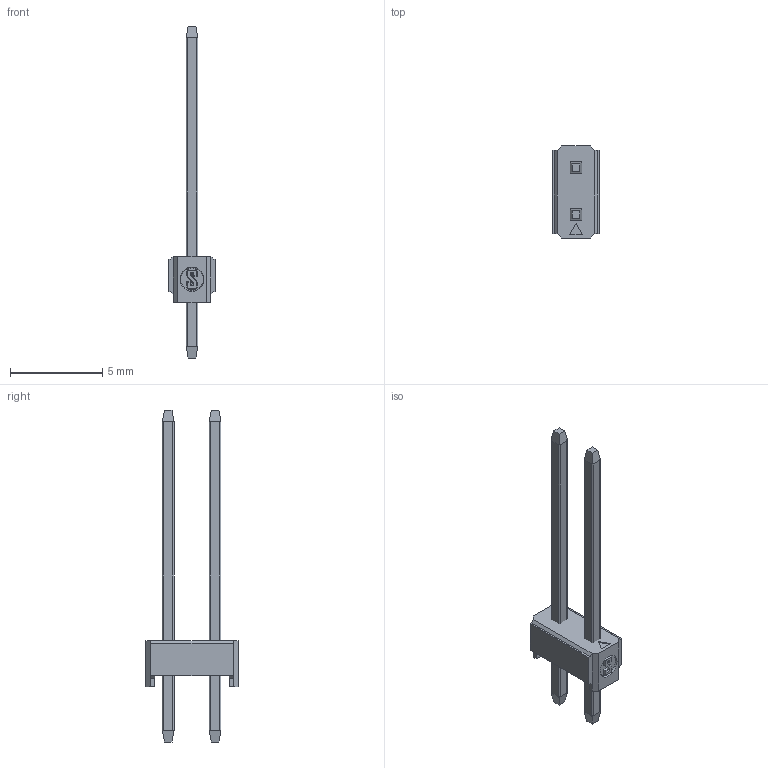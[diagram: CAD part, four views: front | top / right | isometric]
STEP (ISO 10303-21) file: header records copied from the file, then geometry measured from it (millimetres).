
FILE_DESCRIPTION (( 'STEP AP214' ), '1' );
FILE_NAME ('DS1021_blue_2x01p_100mil_Type5_rev1.0.STEP', '2023-09-03T17:26:27', ( '' ), ( '' ), 'SwSTEP 2.0', 'SolidWorks 2023', '' );
FILE_SCHEMA (( 'AUTOMOTIVE_DESIGN' ));
Length unit declared in the file: millimetre
Products named in the file (1): DS1021_blue_2x01p_100mil_Type5_rev1.0
Bounding box: 2.54 x 5 x 18 mm (x, y, z)
Volume: 38.5 mm3; surface area: 145.8 mm2
Topology: 3 solids, 3 shells, 96 faces, 253 edges, 166 vertices
Faces by surface type: plane 80, cylinder 8, bspline 6, cone 2
Entity records: 3724 total; most frequent: CARTESIAN_POINT 1024, ORIENTED_EDGE 506, DIRECTION 383, EDGE_CURVE 253, LINE 193, VECTOR 193, VERTEX_POINT 166, EDGE_LOOP 99
